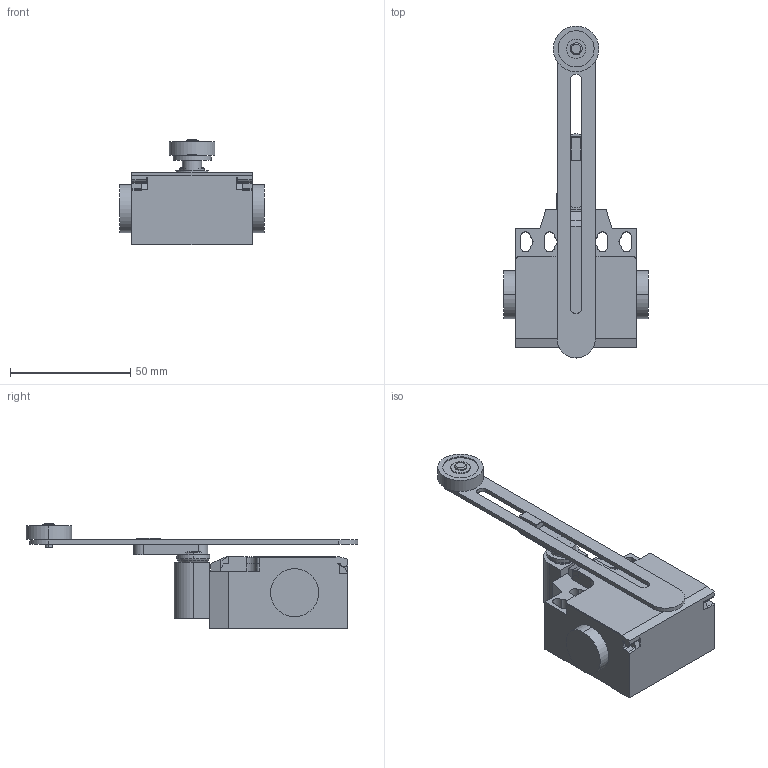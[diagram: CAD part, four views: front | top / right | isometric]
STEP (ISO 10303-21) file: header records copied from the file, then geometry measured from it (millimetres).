
FILE_DESCRIPTION((''),'2;1');
FILE_NAME('3d_KCF2L20.stp','2012-10-03T08:19:02',(''),(''),'Mechanical Desktop 2011','Mechanical Desktop 2011',', , ');
FILE_SCHEMA(('CONFIG_CONTROL_DESIGN'));
Length unit declared in the file: millimetre
Products named in the file (1): Product
Bounding box: 60 x 138.01 x 43.94 mm (x, y, z)
Volume: 86836.4 mm3; surface area: 22725.9 mm2
Topology: 8 solids, 8 shells, 189 faces, 513 edges, 359 vertices
Faces by surface type: plane 96, cylinder 57, bspline 26, cone 8, torus 2
Entity records: 6218 total; most frequent: CARTESIAN_POINT 1295, ORIENTED_EDGE 1000, DIRECTION 993, EDGE_CURVE 500, VECTOR 361, LINE 361, VERTEX_POINT 334, AXIS2_PLACEMENT_3D 316
